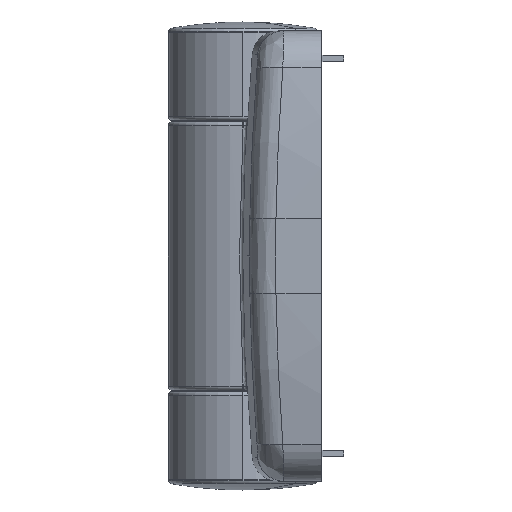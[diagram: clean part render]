
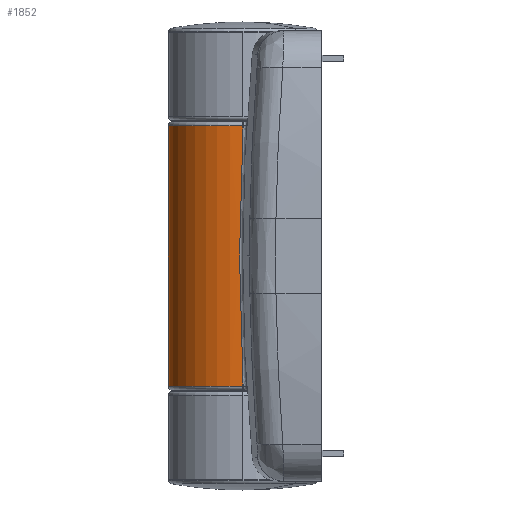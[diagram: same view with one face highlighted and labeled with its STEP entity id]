
A CAD part, left-side view. The second image highlights one B-rep face of the part: STEP entity #1852.
In plain terms, the highlighted cylindrical face has radius 10 mm (diameter 20 mm), a partial arc.
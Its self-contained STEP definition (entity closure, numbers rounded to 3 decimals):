
#1756 = VERTEX_POINT ( 'NONE', #7028 ) ;
#1759 = VERTEX_POINT ( 'NONE', #7031 ) ;
#1761 = VERTEX_POINT ( 'NONE', #7022 ) ;
#1762 = EDGE_CURVE ( 'NONE', #1761, #1756, #6766, .T. ) ;
#1784 = EDGE_LOOP ( 'NONE', ( #1796, #1797, #1855, #1838, #1786, #1841 ) ) ;
#1786 = ORIENTED_EDGE ( 'NONE', *, *, #1815, .T. ) ;
#1796 = ORIENTED_EDGE ( 'NONE', *, *, #1762, .T. ) ;
#1797 = ORIENTED_EDGE ( 'NONE', *, *, #1853, .T. ) ;
#1815 = EDGE_CURVE ( 'NONE', #1816, #1759, #7191, .T. ) ;
#1816 = VERTEX_POINT ( 'NONE', #7159 ) ;
#1838 = ORIENTED_EDGE ( 'NONE', *, *, #1858, .T. ) ;
#1840 = EDGE_CURVE ( 'NONE', #1761, #1759, #7205, .T. ) ;
#1841 = ORIENTED_EDGE ( 'NONE', *, *, #1840, .F. ) ;
#1849 = VERTEX_POINT ( 'NONE', #7216 ) ;
#1850 = VERTEX_POINT ( 'NONE', #7247 ) ;
#1852 = ADVANCED_FACE ( 'NONE', ( #7222 ), #7199, .T. ) ;
#1853 = EDGE_CURVE ( 'NONE', #1756, #1850, #7240, .T. ) ;
#1855 = ORIENTED_EDGE ( 'NONE', *, *, #1856, .T. ) ;
#1856 = EDGE_CURVE ( 'NONE', #1850, #1849, #7234, .T. ) ;
#1858 = EDGE_CURVE ( 'NONE', #1849, #1816, #7226, .T. ) ;
#6756 = AXIS2_PLACEMENT_3D ( 'NONE', #6763, #6762, #6761 ) ;
#6761 = DIRECTION ( 'NONE',  ( -1., 0., 0. ) ) ;
#6762 = DIRECTION ( 'NONE',  ( 0., 0., -1. ) ) ;
#6763 = CARTESIAN_POINT ( 'NONE',  ( 0., 0., 17.5 ) ) ;
#6766 = CIRCLE ( 'NONE', #6756, 10. ) ;
#7022 = CARTESIAN_POINT ( 'NONE',  ( -10., 0., 17.5 ) ) ;
#7028 = CARTESIAN_POINT ( 'NONE',  ( 10., 0., 17.5 ) ) ;
#7031 = CARTESIAN_POINT ( 'NONE',  ( -10., 0., -17.5 ) ) ;
#7159 = CARTESIAN_POINT ( 'NONE',  ( 10., 0., -17.5 ) ) ;
#7187 = DIRECTION ( 'NONE',  ( 1., 0., 0. ) ) ;
#7188 = DIRECTION ( 'NONE',  ( 0., 0., 1. ) ) ;
#7189 = CARTESIAN_POINT ( 'NONE',  ( 0., 0., -17.5 ) ) ;
#7190 = AXIS2_PLACEMENT_3D ( 'NONE', #7189, #7188, #7187 ) ;
#7191 = CIRCLE ( 'NONE', #7190, 10. ) ;
#7195 = CARTESIAN_POINT ( 'NONE',  ( 0., 0., 30. ) ) ;
#7199 = CYLINDRICAL_SURFACE ( 'NONE', #7206, 10. ) ;
#7202 = DIRECTION ( 'NONE',  ( 0., 0., -1. ) ) ;
#7203 = VECTOR ( 'NONE', #7202, 1000. ) ;
#7204 = CARTESIAN_POINT ( 'NONE',  ( -10., 0., 30. ) ) ;
#7205 = LINE ( 'NONE', #7204, #7203 ) ;
#7206 = AXIS2_PLACEMENT_3D ( 'NONE', #7195, #7211, #7246 ) ;
#7211 = DIRECTION ( 'NONE',  ( 0., 0., -1. ) ) ;
#7216 = CARTESIAN_POINT ( 'NONE',  ( 10., 0., -17.023 ) ) ;
#7222 = FACE_OUTER_BOUND ( 'NONE', #1784, .T. ) ;
#7226 = LINE ( 'NONE', #7276, #7275 ) ;
#7227 = CARTESIAN_POINT ( 'NONE',  ( 10., 0., -17.023 ) ) ;
#7228 = CARTESIAN_POINT ( 'NONE',  ( 10., 0.307, -11.353 ) ) ;
#7229 = CARTESIAN_POINT ( 'NONE',  ( 9.989, 0.46, -5.676 ) ) ;
#7230 = CARTESIAN_POINT ( 'NONE',  ( 9.989, 0.46, 5.679 ) ) ;
#7231 = CARTESIAN_POINT ( 'NONE',  ( 10., 0.307, 11.353 ) ) ;
#7232 = CARTESIAN_POINT ( 'NONE',  ( 10., 0., 17.023 ) ) ;
#7234 = B_SPLINE_CURVE_WITH_KNOTS ( 'NONE', 3,
 ( #7232, #7231, #7230, #7229, #7228, #7227 ),
 .UNSPECIFIED., .F., .F.,
 ( 4, 2, 4 ),
 ( 0., 0.018, 0.035 ),
 .UNSPECIFIED. ) ;
#7237 = DIRECTION ( 'NONE',  ( 0., 0., -1. ) ) ;
#7238 = VECTOR ( 'NONE', #7237, 1000. ) ;
#7240 = LINE ( 'NONE', #7241, #7238 ) ;
#7241 = CARTESIAN_POINT ( 'NONE',  ( 10., 0., 30. ) ) ;
#7246 = DIRECTION ( 'NONE',  ( -1., 0., 0. ) ) ;
#7247 = CARTESIAN_POINT ( 'NONE',  ( 10., 0., 17.023 ) ) ;
#7274 = DIRECTION ( 'NONE',  ( 0., 0., -1. ) ) ;
#7275 = VECTOR ( 'NONE', #7274, 1000. ) ;
#7276 = CARTESIAN_POINT ( 'NONE',  ( 10., 0., 30. ) ) ;
